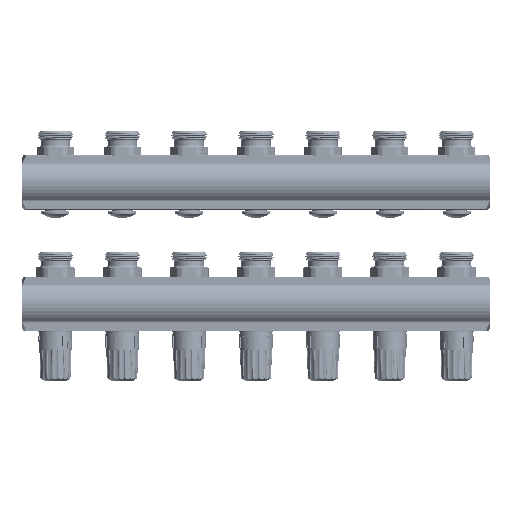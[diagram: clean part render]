
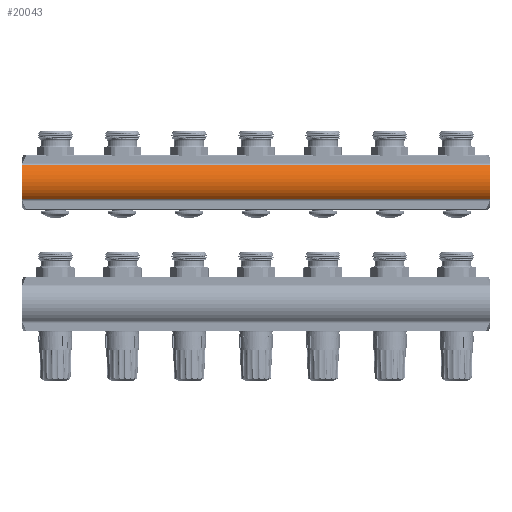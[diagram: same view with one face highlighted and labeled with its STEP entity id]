
A CAD part, front view. The second image highlights one B-rep face of the part: STEP entity #20043.
In plain terms, the highlighted cylindrical face has radius 18.25 mm (diameter 36.5 mm), a partial arc.
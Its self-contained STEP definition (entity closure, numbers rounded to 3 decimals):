
#11=CARTESIAN_POINT('',(-175.,0.,0.));
#12=DIRECTION('',(1.,0.,0.));
#13=DIRECTION('',(0.,-0.716,0.698));
#14=AXIS2_PLACEMENT_3D('',#11,#12,#13);
#16=CARTESIAN_POINT('',(-175.,0.,0.));
#17=DIRECTION('',(1.,0.,0.));
#18=DIRECTION('',(0.,-1.,0.));
#19=AXIS2_PLACEMENT_3D('',#16,#17,#18);
#145=DIRECTION('',(-1.,0.,0.));
#146=VECTOR('',#145,350.);
#147=CARTESIAN_POINT('',(175.,-13.069,12.739));
#148=LINE('',#147,#146);
#188=CARTESIAN_POINT('',(175.,0.,0.));
#189=DIRECTION('',(-1.,0.,0.));
#190=DIRECTION('',(0.,-0.716,-0.698));
#191=AXIS2_PLACEMENT_3D('',#188,#189,#190);
#193=CARTESIAN_POINT('',(175.,0.,0.));
#194=DIRECTION('',(-1.,0.,0.));
#195=DIRECTION('',(0.,-1.,0.));
#196=AXIS2_PLACEMENT_3D('',#193,#194,#195);
#8297=DIRECTION('',(-1.,0.,0.));
#8298=VECTOR('',#8297,350.);
#8299=CARTESIAN_POINT('',(175.,-13.068,-12.739));
#8300=LINE('',#8299,#8298);
#8305=CARTESIAN_POINT('',(-175.,-13.068,12.739));
#8306=VERTEX_POINT('',#8305);
#8307=CARTESIAN_POINT('',(-175.,-18.25,0.));
#8308=VERTEX_POINT('',#8307);
#8309=CARTESIAN_POINT('',(-175.,-13.07,-12.737));
#8310=VERTEX_POINT('',#8309);
#8345=CARTESIAN_POINT('',(175.,-13.07,12.737));
#8346=VERTEX_POINT('',#8345);
#8355=CARTESIAN_POINT('',(175.,-13.068,-12.739));
#8356=VERTEX_POINT('',#8355);
#8357=CARTESIAN_POINT('',(175.,-18.25,0.));
#8358=VERTEX_POINT('',#8357);
#20030=CARTESIAN_POINT('',(-175.,0.,0.));
#20031=DIRECTION('',(1.,0.,0.));
#20032=DIRECTION('',(0.,-1.,0.));
#20033=AXIS2_PLACEMENT_3D('',#20030,#20031,#20032);
#20034=CYLINDRICAL_SURFACE('',#20033,18.25);
#20035=ORIENTED_EDGE('',*,*,#9597,.T.);
#20036=ORIENTED_EDGE('',*,*,#9355,.F.);
#20037=ORIENTED_EDGE('',*,*,#9353,.F.);
#20038=ORIENTED_EDGE('',*,*,#9454,.F.);
#20039=ORIENTED_EDGE('',*,*,#9482,.F.);
#20040=ORIENTED_EDGE('',*,*,#9480,.F.);
#20041=EDGE_LOOP('',(#20035,#20036,#20037,#20038,#20039,#20040));
#20042=FACE_OUTER_BOUND('',#20041,.F.);
#20043=ADVANCED_FACE('',(#20042),#20034,.T.);
#15=CIRCLE('',#14,18.25);
#20=CIRCLE('',#19,18.25);
#192=CIRCLE('',#191,18.25);
#197=CIRCLE('',#196,18.25);
#9353=EDGE_CURVE('',#8306,#8308,#15,.T.);
#9355=EDGE_CURVE('',#8308,#8310,#20,.T.);
#9454=EDGE_CURVE('',#8346,#8306,#148,.T.);
#9480=EDGE_CURVE('',#8356,#8358,#192,.T.);
#9482=EDGE_CURVE('',#8358,#8346,#197,.T.);
#9597=EDGE_CURVE('',#8356,#8310,#8300,.T.);
